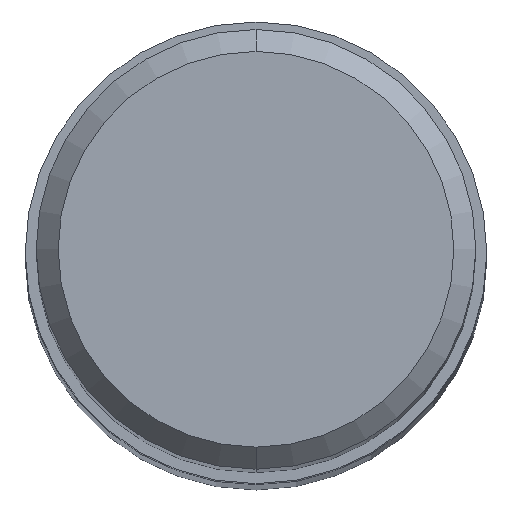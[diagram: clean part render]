
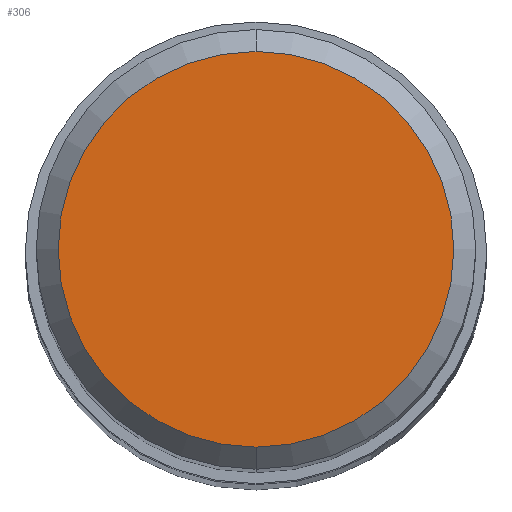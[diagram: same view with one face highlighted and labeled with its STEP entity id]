
A CAD part, top view. The second image highlights one B-rep face of the part: STEP entity #306.
In plain terms, the highlighted planar face has unit normal (0, 0, 1).
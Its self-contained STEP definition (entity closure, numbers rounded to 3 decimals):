
#206=VERTEX_POINT('',#512);
#228=EDGE_CURVE('',#206,#382,#537,.T.);
#306=ADVANCED_FACE('',(#623),#624,.T.);
#382=VERTEX_POINT('',#709);
#412=EDGE_CURVE('',#382,#206,#740,.T.);
#512=CARTESIAN_POINT('',(0.0,5.4,0.0));
#537=CIRCLE('',#925,5.4);
#623=FACE_OUTER_BOUND('',#1088,.T.);
#624=PLANE('',#1089);
#709=CARTESIAN_POINT('',(0.,-5.4,0.0));
#740=CIRCLE('',#1381,5.4);
#925=AXIS2_PLACEMENT_3D('',#1556,#1557,#1558);
#1088=EDGE_LOOP('',(#1659,#1660));
#1089=AXIS2_PLACEMENT_3D('',#1661,#1662,#1663);
#1381=AXIS2_PLACEMENT_3D('',#1792,#1793,#1794);
#1556=CARTESIAN_POINT('',(0.0,0.0,0.0));
#1557=DIRECTION('',(0.0,0.0,-1.0));
#1558=DIRECTION('',(0.0,1.0,0.0));
#1659=ORIENTED_EDGE('',*,*,#228,.F.);
#1660=ORIENTED_EDGE('',*,*,#412,.F.);
#1661=CARTESIAN_POINT('',(0.0,2.7,0.0));
#1662=DIRECTION('',(-0.0,0.0,1.0));
#1663=DIRECTION('',(0.0,-1.0,0.0));
#1792=CARTESIAN_POINT('',(0.0,0.0,0.0));
#1793=DIRECTION('',(0.0,0.0,-1.0));
#1794=DIRECTION('',(0.0,1.0,0.0));
